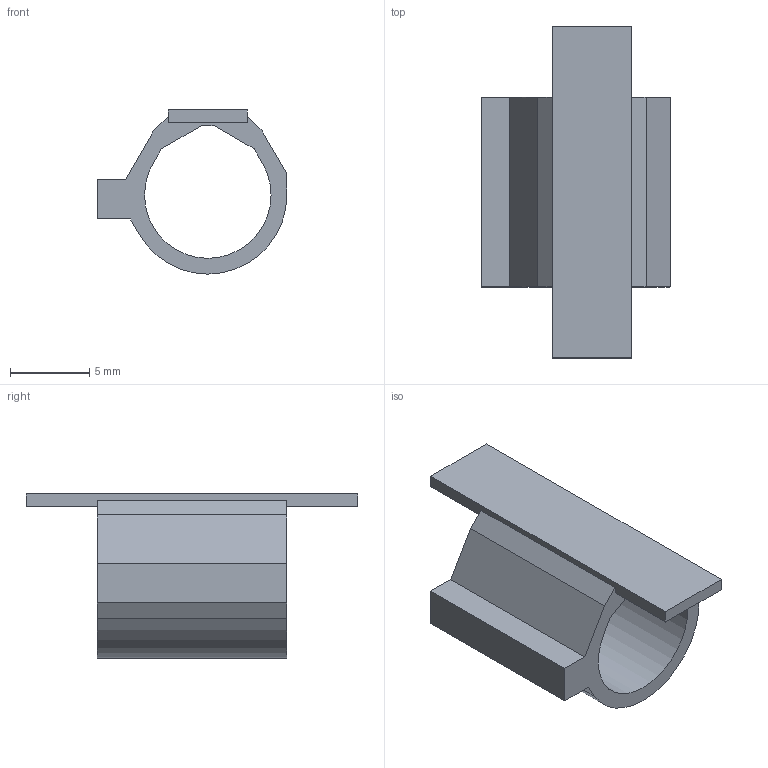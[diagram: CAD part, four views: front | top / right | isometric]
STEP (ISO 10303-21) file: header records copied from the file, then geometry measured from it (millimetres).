
FILE_DESCRIPTION(('CATIA V5 STEP Exchange','CAx-IF Rec.Pracs.--- Model Styling and Organization---1.4--- 2014-01-23'),'2;1');
FILE_NAME ('003747-2_0_1025270000_1025270000.stp','2022-01-14T10:12:01+00:00',('none'),('Weidmueller'),'CATIA Version 5-6 Release 2016 SP3 HF44','CATIA V5 STEP AP214','none');
FILE_SCHEMA(('AUTOMOTIVE_DESIGN { 1 0 10303 214 1 1 1 1 }'));
Length unit declared in the file: millimetre
Products named in the file (1): SFC 3/21
Bounding box: 12 x 21 x 10.39 mm (x, y, z)
Volume: 480.7 mm3; surface area: 929.9 mm2
Topology: 1 solids, 1 shells, 25 faces, 69 edges, 46 vertices
Faces by surface type: plane 23, cylinder 2
Entity records: 804 total; most frequent: CARTESIAN_POINT 140, ORIENTED_EDGE 138, DIRECTION 117, EDGE_CURVE 69, VECTOR 65, LINE 65, VERTEX_POINT 46, AXIS2_PLACEMENT_3D 29
